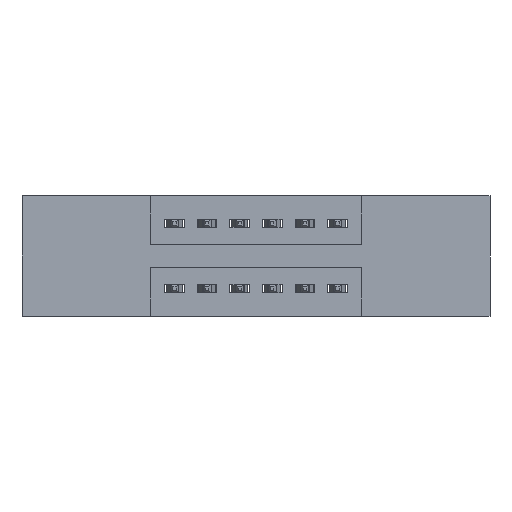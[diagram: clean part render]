
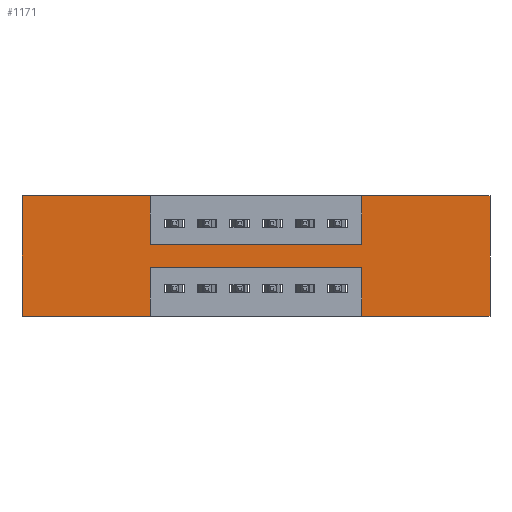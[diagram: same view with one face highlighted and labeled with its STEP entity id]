
A CAD part, front view. The second image highlights one B-rep face of the part: STEP entity #1171.
In plain terms, the highlighted planar face has unit normal (0, -1, 0).
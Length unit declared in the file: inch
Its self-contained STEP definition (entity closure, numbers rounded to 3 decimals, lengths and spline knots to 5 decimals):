
#30 = CARTESIAN_POINT ( 'NONE',  ( 1.0425, 0., -0.37 ) ) ;
#41 = CARTESIAN_POINT ( 'NONE',  ( 1.435, 0., 0. ) ) ;
#147 = LINE ( 'NONE', #3595, #1902 ) ;
#312 = EDGE_CURVE ( 'NONE', #3893, #5072, #1911, .T. ) ;
#705 = VECTOR ( 'NONE', #8657, 39.37008 ) ;
#710 = VECTOR ( 'NONE', #7974, 39.37008 ) ;
#833 = EDGE_LOOP ( 'NONE', ( #8994, #9086, #4164, #7972, #2210, #8983, #3629, #4947, #2281, #8143, #1563, #1881 ) ) ;
#884 = EDGE_CURVE ( 'NONE', #3851, #3136, #147, .T. ) ;
#990 = DIRECTION ( 'NONE',  ( 0., 0., 1. ) ) ;
#1040 = DIRECTION ( 'NONE',  ( 0., 0., -1. ) ) ;
#1088 = VERTEX_POINT ( 'NONE', #1679 ) ;
#1142 = DIRECTION ( 'NONE',  ( 0., 0., 1. ) ) ;
#1171 = ADVANCED_FACE ( 'NONE', ( #3170 ), #8869, .T. ) ;
#1181 = DIRECTION ( 'NONE',  ( 0., 0., 1. ) ) ;
#1563 = ORIENTED_EDGE ( 'NONE', *, *, #1665, .F. ) ;
#1595 = EDGE_CURVE ( 'NONE', #7775, #4837, #3739, .T. ) ;
#1665 = EDGE_CURVE ( 'NONE', #8935, #7364, #2454, .T. ) ;
#1679 = CARTESIAN_POINT ( 'NONE',  ( 1.0425, 0., -0.22 ) ) ;
#1881 = ORIENTED_EDGE ( 'NONE', *, *, #5092, .F. ) ;
#1902 = VECTOR ( 'NONE', #5805, 39.37008 ) ;
#1909 = EDGE_CURVE ( 'NONE', #7364, #3851, #2697, .T. ) ;
#1911 = LINE ( 'NONE', #41, #9527 ) ;
#2102 = DIRECTION ( 'NONE',  ( 1., 0., 0. ) ) ;
#2146 = CARTESIAN_POINT ( 'NONE',  ( 1.0425, 0., -0.37 ) ) ;
#2210 = ORIENTED_EDGE ( 'NONE', *, *, #312, .F. ) ;
#2212 = VECTOR ( 'NONE', #3639, 39.37008 ) ;
#2281 = ORIENTED_EDGE ( 'NONE', *, *, #884, .F. ) ;
#2324 = DIRECTION ( 'NONE',  ( 1., 0., 0. ) ) ;
#2408 = LINE ( 'NONE', #2146, #3226 ) ;
#2423 = VERTEX_POINT ( 'NONE', #30 ) ;
#2454 = LINE ( 'NONE', #8548, #2921 ) ;
#2697 = LINE ( 'NONE', #9435, #710 ) ;
#2921 = VECTOR ( 'NONE', #1181, 39.37008 ) ;
#3037 = VECTOR ( 'NONE', #1040, 39.37008 ) ;
#3095 = CARTESIAN_POINT ( 'NONE',  ( 1.435, 0., 0. ) ) ;
#3136 = VERTEX_POINT ( 'NONE', #5381 ) ;
#3170 = FACE_OUTER_BOUND ( 'NONE', #833, .T. ) ;
#3226 = VECTOR ( 'NONE', #990, 39.37008 ) ;
#3595 = CARTESIAN_POINT ( 'NONE',  ( 0.3925, 0., 0. ) ) ;
#3629 = ORIENTED_EDGE ( 'NONE', *, *, #1595, .F. ) ;
#3639 = DIRECTION ( 'NONE',  ( -1., 0., 0. ) ) ;
#3739 = LINE ( 'NONE', #6212, #9396 ) ;
#3851 = VERTEX_POINT ( 'NONE', #7001 ) ;
#3893 = VERTEX_POINT ( 'NONE', #3095 ) ;
#3913 = CARTESIAN_POINT ( 'NONE',  ( 0., 0., 0. ) ) ;
#4164 = ORIENTED_EDGE ( 'NONE', *, *, #6849, .F. ) ;
#4186 = LINE ( 'NONE', #4226, #2212 ) ;
#4198 = CARTESIAN_POINT ( 'NONE',  ( 0.3925, 0., -0.22 ) ) ;
#4226 = CARTESIAN_POINT ( 'NONE',  ( 0., 0., -0.37 ) ) ;
#4426 = CARTESIAN_POINT ( 'NONE',  ( 1.0425, 0., -0.15 ) ) ;
#4536 = CARTESIAN_POINT ( 'NONE',  ( 0.3925, 0., -0.22 ) ) ;
#4572 = EDGE_CURVE ( 'NONE', #1088, #9315, #6058, .T. ) ;
#4663 = EDGE_CURVE ( 'NONE', #9315, #8921, #5030, .T. ) ;
#4784 = CARTESIAN_POINT ( 'NONE',  ( 0.3925, 0., -0.37 ) ) ;
#4837 = VERTEX_POINT ( 'NONE', #8804 ) ;
#4947 = ORIENTED_EDGE ( 'NONE', *, *, #7314, .F. ) ;
#5030 = LINE ( 'NONE', #4784, #3037 ) ;
#5072 = VERTEX_POINT ( 'NONE', #5632 ) ;
#5092 = EDGE_CURVE ( 'NONE', #8921, #8935, #4186, .T. ) ;
#5249 = CARTESIAN_POINT ( 'NONE',  ( 0.3925, 0., -0.37 ) ) ;
#5252 = DIRECTION ( 'NONE',  ( 0., 0., -1. ) ) ;
#5322 = LINE ( 'NONE', #3913, #7603 ) ;
#5381 = CARTESIAN_POINT ( 'NONE',  ( 0.3925, 0., -0.15 ) ) ;
#5467 = DIRECTION ( 'NONE',  ( -1., 0., 0. ) ) ;
#5632 = CARTESIAN_POINT ( 'NONE',  ( 1.435, 0., -0.37 ) ) ;
#5805 = DIRECTION ( 'NONE',  ( 0., 0., -1. ) ) ;
#6058 = LINE ( 'NONE', #4198, #705 ) ;
#6184 = CARTESIAN_POINT ( 'NONE',  ( 0., 0., -0.37 ) ) ;
#6212 = CARTESIAN_POINT ( 'NONE',  ( 1.0425, 0., 0. ) ) ;
#6530 = CARTESIAN_POINT ( 'NONE',  ( 0.3925, 0., -0.15 ) ) ;
#6783 = DIRECTION ( 'NONE',  ( 0., 0., -1. ) ) ;
#6849 = EDGE_CURVE ( 'NONE', #2423, #1088, #2408, .T. ) ;
#6908 = EDGE_CURVE ( 'NONE', #4837, #3893, #5322, .T. ) ;
#6914 = VECTOR ( 'NONE', #5467, 39.37008 ) ;
#7001 = CARTESIAN_POINT ( 'NONE',  ( 0.3925, 0., 0. ) ) ;
#7138 = EDGE_CURVE ( 'NONE', #5072, #2423, #8274, .T. ) ;
#7314 = EDGE_CURVE ( 'NONE', #3136, #7775, #7594, .T. ) ;
#7364 = VERTEX_POINT ( 'NONE', #8925 ) ;
#7404 = AXIS2_PLACEMENT_3D ( 'NONE', #9003, #8971, #6783 ) ;
#7594 = LINE ( 'NONE', #6530, #8980 ) ;
#7603 = VECTOR ( 'NONE', #2324, 39.37008 ) ;
#7775 = VERTEX_POINT ( 'NONE', #4426 ) ;
#7972 = ORIENTED_EDGE ( 'NONE', *, *, #7138, .F. ) ;
#7974 = DIRECTION ( 'NONE',  ( 1., 0., 0. ) ) ;
#8143 = ORIENTED_EDGE ( 'NONE', *, *, #1909, .F. ) ;
#8274 = LINE ( 'NONE', #6184, #6914 ) ;
#8548 = CARTESIAN_POINT ( 'NONE',  ( 0., 0., 0. ) ) ;
#8657 = DIRECTION ( 'NONE',  ( -1., 0., 0. ) ) ;
#8804 = CARTESIAN_POINT ( 'NONE',  ( 1.0425, 0., 0. ) ) ;
#8869 = PLANE ( 'NONE',  #7404 ) ;
#8921 = VERTEX_POINT ( 'NONE', #5249 ) ;
#8925 = CARTESIAN_POINT ( 'NONE',  ( 0., 0., 0. ) ) ;
#8935 = VERTEX_POINT ( 'NONE', #8998 ) ;
#8971 = DIRECTION ( 'NONE',  ( 0., -1., 0. ) ) ;
#8980 = VECTOR ( 'NONE', #2102, 39.37008 ) ;
#8983 = ORIENTED_EDGE ( 'NONE', *, *, #6908, .F. ) ;
#8994 = ORIENTED_EDGE ( 'NONE', *, *, #4663, .F. ) ;
#8998 = CARTESIAN_POINT ( 'NONE',  ( 0., 0., -0.37 ) ) ;
#9003 = CARTESIAN_POINT ( 'NONE',  ( 0., 0., -0.37 ) ) ;
#9086 = ORIENTED_EDGE ( 'NONE', *, *, #4572, .F. ) ;
#9315 = VERTEX_POINT ( 'NONE', #4536 ) ;
#9396 = VECTOR ( 'NONE', #1142, 39.37008 ) ;
#9435 = CARTESIAN_POINT ( 'NONE',  ( 0., 0., 0. ) ) ;
#9527 = VECTOR ( 'NONE', #5252, 39.37008 ) ;
